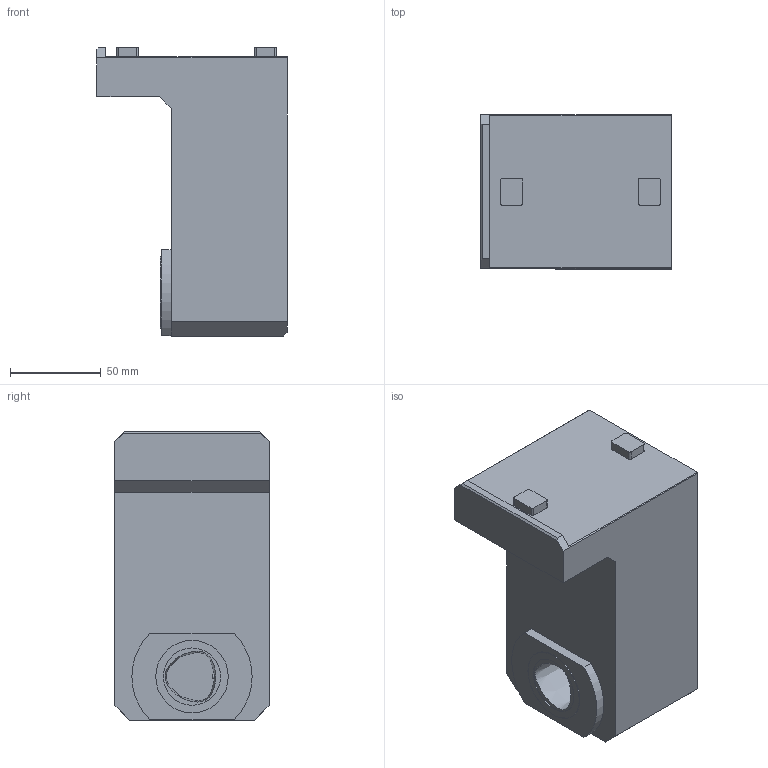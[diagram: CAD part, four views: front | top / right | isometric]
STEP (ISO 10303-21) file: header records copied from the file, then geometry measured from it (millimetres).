
FILE_DESCRIPTION(/* description */ (''),/* implementation_level */ '2;1');
FILE_NAME(/* name */ '1547714131113.stp',/* time_stamp */ '2019-01-17T14:05:50+06:00',/* author */ (''),/* organization */ ('SMS'),/* preprocessor_version */ 'ST-DEVELOPER v15',/* originating_system */ 'SIEMENS PLM Software NX 8.5',/* authorisation */ '');
FILE_SCHEMA (('AUTOMOTIVE_DESIGN { 1 0 10303 214 3 1 1 1 }'));
Length unit declared in the file: millimetre
Products named in the file (1): 201990533mod000_00
Bounding box: 105 x 85 x 159 mm (x, y, z)
Volume: 917782.3 mm3; surface area: 68873.5 mm2
Topology: 1 solids, 1 shells, 48 faces, 123 edges, 87 vertices
Faces by surface type: plane 34, cylinder 13, bspline 1
Full cylindrical faces by diameter (mm): 2.5 x1, 31.6 x1, 40 x1
Entity records: 1696 total; most frequent: CARTESIAN_POINT 471, DIRECTION 237, ORIENTED_EDGE 236, EDGE_CURVE 118, LINE 85, VECTOR 85, VERTEX_POINT 83, AXIS2_PLACEMENT_3D 76
